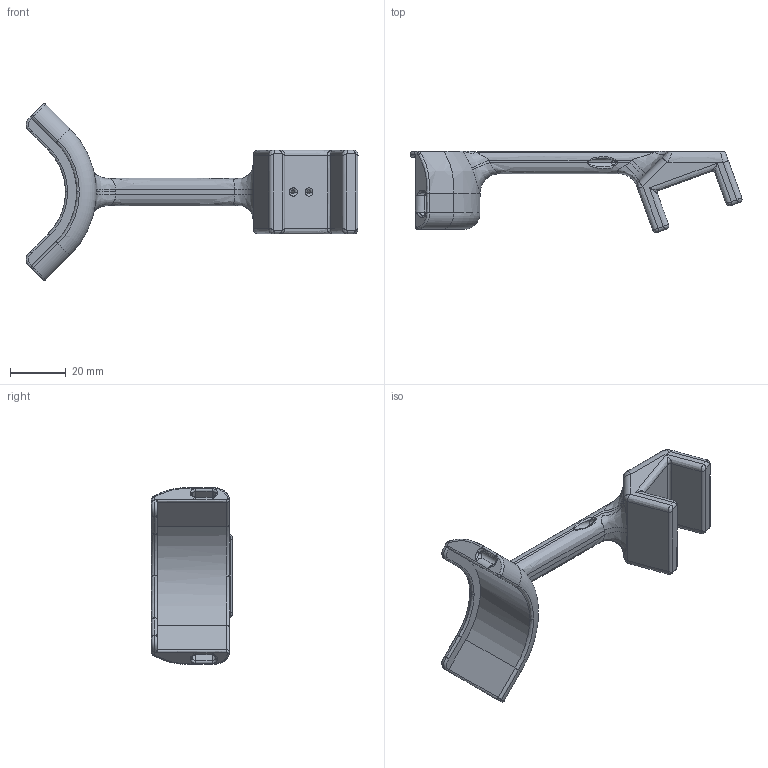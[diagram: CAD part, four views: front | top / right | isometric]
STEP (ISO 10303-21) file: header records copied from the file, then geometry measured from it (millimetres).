
FILE_DESCRIPTION (( 'STEP AP214' ), '1' );
FILE_NAME ('chain_lube_adapter_22mm.STEP', '2024-01-05T20:00:12', ( '' ), ( '' ), 'SwSTEP 2.0', 'SolidWorks 2022', '' );
FILE_SCHEMA (( 'AUTOMOTIVE_DESIGN' ));
Length unit declared in the file: millimetre
Products named in the file (1): chain_lube_adapter_22mm
Bounding box: 119.33 x 29.13 x 63.59 mm (x, y, z)
Volume: 29600 mm3; surface area: 13337.6 mm2
Topology: 1 solids, 1 shells, 300 faces, 735 edges, 417 vertices
Faces by surface type: bspline 148, plane 85, cylinder 48, torus 19
Entity records: 22597 total; most frequent: CARTESIAN_POINT 16947, ORIENTED_EDGE 1430, EDGE_CURVE 715, DIRECTION 706, VERTEX_POINT 417, B_SPLINE_CURVE_WITH_KNOTS 389, EDGE_LOOP 306, FACE_OUTER_BOUND 300
